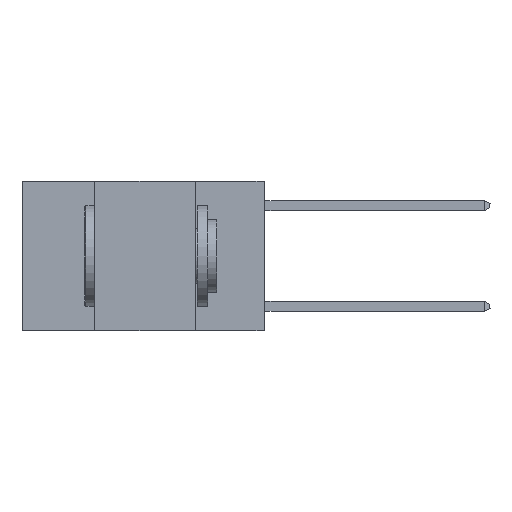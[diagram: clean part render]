
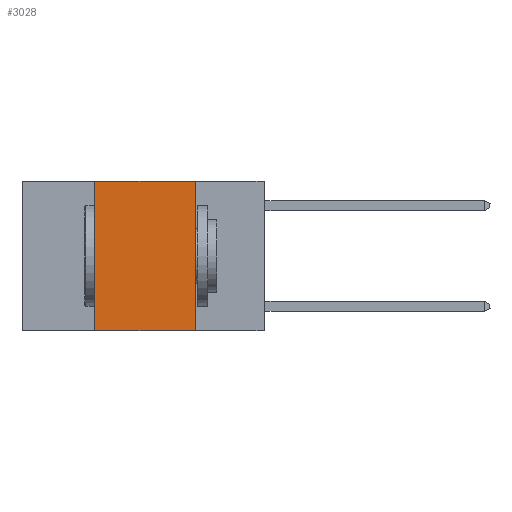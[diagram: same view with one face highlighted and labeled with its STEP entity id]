
A CAD part, left-side view. The second image highlights one B-rep face of the part: STEP entity #3028.
In plain terms, the highlighted planar face has unit normal (-1, 0, 0).
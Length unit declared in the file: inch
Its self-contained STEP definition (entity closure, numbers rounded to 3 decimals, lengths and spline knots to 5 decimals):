
#969 = LINE ( 'NONE', #7411, #1088 ) ;
#1088 = VECTOR ( 'NONE', #20325, 39.37008 ) ;
#1411 = EDGE_CURVE ( 'NONE', #9962, #20075, #969, .T. ) ;
#1854 = CARTESIAN_POINT ( 'NONE',  ( 0., 0.42, -0.37 ) ) ;
#3028 = ADVANCED_FACE ( 'NONE', ( #16505 ), #17993, .F. ) ;
#3066 = DIRECTION ( 'NONE',  ( 0., -1., 0. ) ) ;
#3508 = LINE ( 'NONE', #6808, #17363 ) ;
#3686 = DIRECTION ( 'NONE',  ( 0., 0., -1. ) ) ;
#3746 = CARTESIAN_POINT ( 'NONE',  ( 0., 0.17, 0. ) ) ;
#3764 = EDGE_CURVE ( 'NONE', #18761, #20075, #3508, .T. ) ;
#4747 = EDGE_CURVE ( 'NONE', #18761, #5972, #9754, .T. ) ;
#4754 = CARTESIAN_POINT ( 'NONE',  ( 0., 0.17, -0.37 ) ) ;
#5851 = EDGE_LOOP ( 'NONE', ( #9423, #12238, #13167, #7193 ) ) ;
#5972 = VERTEX_POINT ( 'NONE', #10214 ) ;
#6808 = CARTESIAN_POINT ( 'NONE',  ( 0., 0.6, -0.37 ) ) ;
#6863 = CARTESIAN_POINT ( 'NONE',  ( 0., 0.42, 0. ) ) ;
#7193 = ORIENTED_EDGE ( 'NONE', *, *, #3764, .T. ) ;
#7411 = CARTESIAN_POINT ( 'NONE',  ( 0., 0.17, 0. ) ) ;
#9423 = ORIENTED_EDGE ( 'NONE', *, *, #1411, .F. ) ;
#9558 = CARTESIAN_POINT ( 'NONE',  ( 0., 0.6, 0. ) ) ;
#9754 = LINE ( 'NONE', #6863, #10123 ) ;
#9962 = VERTEX_POINT ( 'NONE', #3746 ) ;
#10123 = VECTOR ( 'NONE', #14622, 39.37008 ) ;
#10214 = CARTESIAN_POINT ( 'NONE',  ( 0., 0.42, 0. ) ) ;
#12238 = ORIENTED_EDGE ( 'NONE', *, *, #16937, .F. ) ;
#13151 = DIRECTION ( 'NONE',  ( 1., 0., 0. ) ) ;
#13167 = ORIENTED_EDGE ( 'NONE', *, *, #4747, .F. ) ;
#14622 = DIRECTION ( 'NONE',  ( 0., 0., 1. ) ) ;
#14728 = VECTOR ( 'NONE', #3066, 39.37008 ) ;
#14761 = DIRECTION ( 'NONE',  ( 0., -1., 0. ) ) ;
#16505 = FACE_OUTER_BOUND ( 'NONE', #5851, .T. ) ;
#16937 = EDGE_CURVE ( 'NONE', #5972, #9962, #18849, .T. ) ;
#17363 = VECTOR ( 'NONE', #14761, 39.37008 ) ;
#17993 = PLANE ( 'NONE',  #18706 ) ;
#18706 = AXIS2_PLACEMENT_3D ( 'NONE', #19372, #13151, #3686 ) ;
#18761 = VERTEX_POINT ( 'NONE', #1854 ) ;
#18849 = LINE ( 'NONE', #9558, #14728 ) ;
#19372 = CARTESIAN_POINT ( 'NONE',  ( 0., 0.6, 0. ) ) ;
#20075 = VERTEX_POINT ( 'NONE', #4754 ) ;
#20325 = DIRECTION ( 'NONE',  ( 0., 0., -1. ) ) ;
